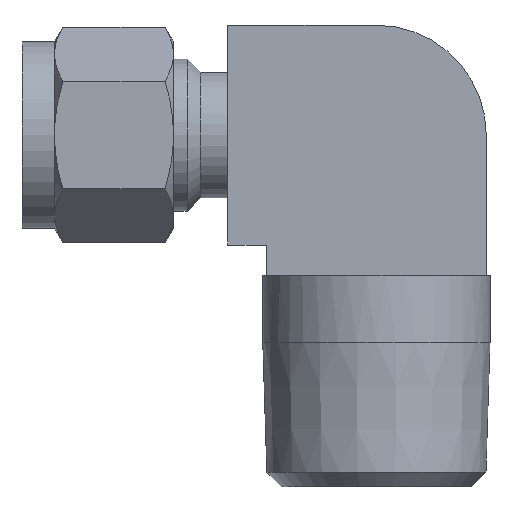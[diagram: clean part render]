
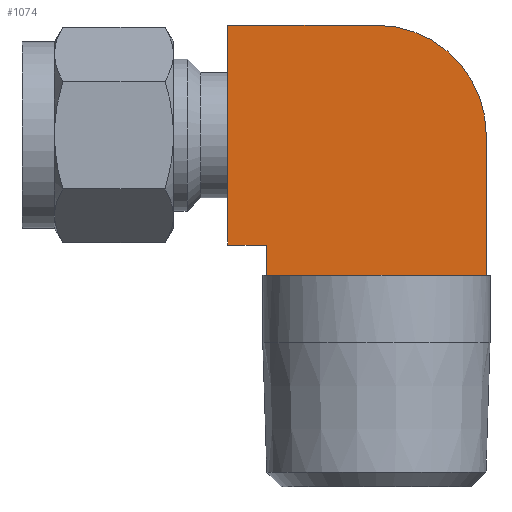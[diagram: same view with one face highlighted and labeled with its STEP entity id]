
A CAD part, front view. The second image highlights one B-rep face of the part: STEP entity #1074.
In plain terms, the highlighted planar face has unit normal (0, -1, 0).
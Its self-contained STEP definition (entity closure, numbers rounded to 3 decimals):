
#732=CARTESIAN_POINT('POINT46',(22.955,-10.319,
   -10.319));
#733=VERTEX_POINT('VERTEX46',#732);
#740=CARTESIAN_POINT('POINT47',(19.304,-10.319,
   -10.319));
#741=VERTEX_POINT('VERTEX47',#740);
#742=CARTESIAN_POINT('POS48',(26.289,-10.319,-10.319)
   );
#743=DIRECTION('DIR74',(-1.,0.,0.));
#744=VECTOR('VEC22',#743,25.4);
#745=LINE('STRAIGHT22',#742,#744);
#746=EDGE_CURVE('EDGE78',#733,#741,#745,.T.);
#783=CARTESIAN_POINT('POINT50',(19.304,-10.319,10.319
   ));
#784=VERTEX_POINT('VERTEX50',#783);
#785=CARTESIAN_POINT('POS53',(19.304,-10.319,0.));
#786=DIRECTION('DIR80',(0.,0.,-1.));
#787=VECTOR('VEC26',#786,25.4);
#788=LINE('STRAIGHT26',#785,#787);
#789=EDGE_CURVE('EDGE82',#784,#741,#788,.T.);
#806=CARTESIAN_POINT('POINT51',(33.274,-10.319,10.319
   ));
#807=VERTEX_POINT('VERTEX51',#806);
#808=CARTESIAN_POINT('POS56',(26.289,-10.319,10.319))
   ;
#809=DIRECTION('DIR84',(1.,0.,0.));
#810=VECTOR('VEC28',#809,25.4);
#811=LINE('STRAIGHT28',#808,#810);
#812=EDGE_CURVE('EDGE84',#784,#807,#811,.T.);
#837=CARTESIAN_POINT('POINT53',(43.593,-10.319,0.));
#838=VERTEX_POINT('VERTEX53',#837);
#839=CARTESIAN_POINT('POS60',(33.274,-10.319,
   0.));
#840=DIRECTION('DIR89',(0.,-1.,0.));
#841=DIRECTION('DIR90',(1.,0.,
   0.));
#842=AXIS2_PLACEMENT_3D('AXIS30',#839,#840,#841);
#843=CIRCLE('ELLIPSE11',#842,10.319);
#844=EDGE_CURVE('EDGE87',#838,#807,#843,.T.);
#1000=CARTESIAN_POINT('POINT64',(22.955,-10.319,
   -13.17));
#1001=VERTEX_POINT('VERTEX64',#1000);
#1010=CARTESIAN_POINT('POS78',(22.955,-10.319,
   -6.585));
#1011=DIRECTION('DIR117',(0.,0.,-1.));
#1012=VECTOR('VEC39',#1011,25.4);
#1013=LINE('STRAIGHT39',#1010,#1012);
#1014=EDGE_CURVE('EDGE105',#733,#1001,#1013,.T.);
#1036=ORIENTED_EDGE('COEDGE198',*,*,#812,.F.);
#1037=ORIENTED_EDGE('COEDGE199',*,*,#789,.T.);
#1038=ORIENTED_EDGE('COEDGE200',*,*,#746,.F.);
#1039=ORIENTED_EDGE('COEDGE201',*,*,#1014,.T.);
#1040=CARTESIAN_POINT('POINT67',(30.567,-10.319,
   -13.17));
#1041=VERTEX_POINT('VERTEX67',#1040);
#1042=CARTESIAN_POINT('POS81',(33.274,-10.319,-13.17)
   );
#1043=DIRECTION('DIR121',(-1.,0.,0.));
#1044=VECTOR('VEC41',#1043,25.4);
#1045=LINE('STRAIGHT41',#1042,#1044);
#1046=EDGE_CURVE('EDGE108',#1041,#1001,#1045,.T.);
#1047=ORIENTED_EDGE('COEDGE202',*,*,#1046,.F.);
#1048=CARTESIAN_POINT('POINT68',(35.981,-10.319,
   -13.17));
#1049=VERTEX_POINT('VERTEX68',#1048);
#1050=CARTESIAN_POINT('POS82',(27.115,-10.319,-13.17
   ));
#1051=DIRECTION('DIR122',(-1.,0.,0.));
#1052=VECTOR('VEC42',#1051,1.);
#1053=LINE('STRAIGHT42',#1050,#1052);
#1054=EDGE_CURVE('EDGE109',#1049,#1041,#1053,.T.);
#1055=ORIENTED_EDGE('COEDGE203',*,*,#1054,.F.);
#1056=CARTESIAN_POINT('POINT69',(43.593,-10.319,
   -13.17));
#1057=VERTEX_POINT('VERTEX69',#1056);
#1058=EDGE_CURVE('EDGE110',#1057,#1049,#1045,.T.);
#1059=ORIENTED_EDGE('COEDGE204',*,*,#1058,.F.);
#1060=CARTESIAN_POINT('POS83',(43.593,-10.319,
   -6.585));
#1061=DIRECTION('DIR123',(0.,0.,-1.));
#1062=VECTOR('VEC43',#1061,25.4);
#1063=LINE('STRAIGHT43',#1060,#1062);
#1064=EDGE_CURVE('EDGE111',#838,#1057,#1063,.T.);
#1065=ORIENTED_EDGE('COEDGE205',*,*,#1064,.F.);
#1066=ORIENTED_EDGE('COEDGE206',*,*,#844,.T.);
#1067=EDGE_LOOP('NONE',(#1036,#1037,#1038,#1039,#1047,#1055,#1059,#1065,
   #1066));
#1068=FACE_BOUND('LOOP1',#1067,.T.);
#1069=CARTESIAN_POINT('POS84',(26.289,-10.319,0.));
#1070=DIRECTION('DIR124',(0.,1.,0.));
#1071=DIRECTION('DIR125',(1.,0.,0.));
#1072=AXIS2_PLACEMENT_3D('AXIS41',#1069,#1070,#1071);
#1073=PLANE('PLANE15',#1072);
#1074=ADVANCED_FACE('FACE46',(#1068),#1073,.F.);
